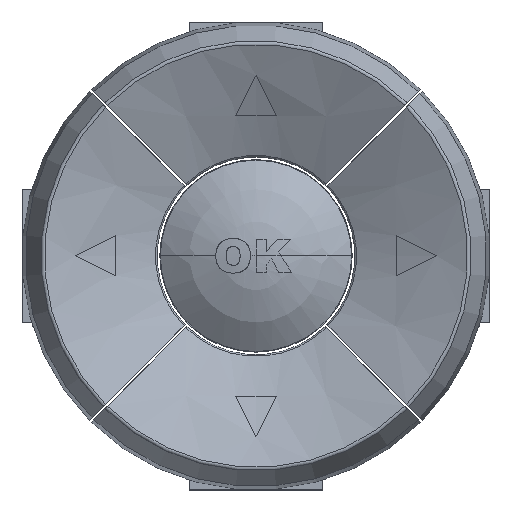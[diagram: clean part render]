
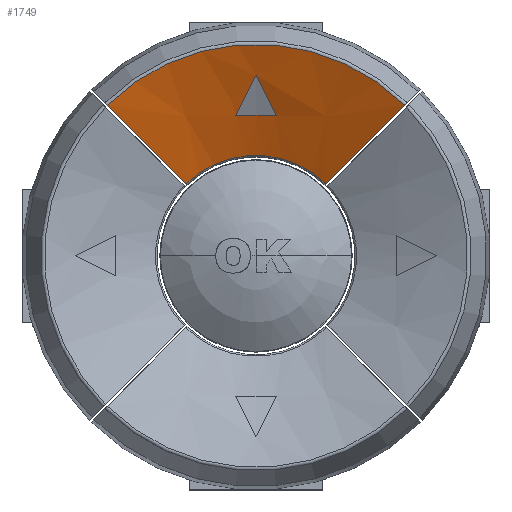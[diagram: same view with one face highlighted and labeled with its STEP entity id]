
A CAD part, top view. The second image highlights one B-rep face of the part: STEP entity #1749.
In plain terms, the highlighted conical face has half-angle 65.056 degrees and reference radius 11.7 mm.
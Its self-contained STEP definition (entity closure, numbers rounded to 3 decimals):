
#1527=CARTESIAN_POINT('',(0.,13.5,11.127));
#1528=VERTEX_POINT('',#1527);
#1529=CARTESIAN_POINT('',(1.5,10.5,9.781));
#1530=VERTEX_POINT('',#1529);
#1531=CARTESIAN_POINT('',(0.,13.5,11.127));
#1532=CARTESIAN_POINT('',(0.84,11.82,10.346));
#1533=CARTESIAN_POINT('',(1.5,10.5,9.781));
#1541=(BOUNDED_CURVE()B_SPLINE_CURVE(2,(#1531,#1532,#1533),.UNSPECIFIED.,.F.,.U.)B_SPLINE_CURVE_WITH_KNOTS((3,3),(0.823,4.445),.UNSPECIFIED.)CURVE()GEOMETRIC_REPRESENTATION_ITEM()RATIONAL_B_SPLINE_CURVE((1.006,1.016,1.006))REPRESENTATION_ITEM(''));
#1542=EDGE_CURVE('',#1528,#1530,#1541,.T.);
#1574=CARTESIAN_POINT('',(-1.5,10.5,9.781));
#1575=VERTEX_POINT('',#1574);
#1576=CARTESIAN_POINT('',(1.5,10.5,9.781));
#1577=CARTESIAN_POINT('',(0.,10.5,9.683));
#1578=CARTESIAN_POINT('',(-1.5,10.5,9.781));
#1586=(BOUNDED_CURVE()B_SPLINE_CURVE(2,(#1576,#1577,#1578),.UNSPECIFIED.,.F.,.U.)B_SPLINE_CURVE_WITH_KNOTS((3,3),(8.078,11.661),.UNSPECIFIED.)CURVE()GEOMETRIC_REPRESENTATION_ITEM()RATIONAL_B_SPLINE_CURVE((1.175,1.187,1.175))REPRESENTATION_ITEM(''));
#1587=EDGE_CURVE('',#1530,#1575,#1586,.T.);
#1612=CARTESIAN_POINT('',(-1.5,10.5,9.781));
#1613=CARTESIAN_POINT('',(-0.84,11.82,10.346));
#1614=CARTESIAN_POINT('',(0.,13.5,11.127));
#1622=(BOUNDED_CURVE()B_SPLINE_CURVE(2,(#1612,#1613,#1614),.UNSPECIFIED.,.F.,.U.)B_SPLINE_CURVE_WITH_KNOTS((3,3),(0.932,4.554),.UNSPECIFIED.)CURVE()GEOMETRIC_REPRESENTATION_ITEM()RATIONAL_B_SPLINE_CURVE((1.006,1.016,1.006))REPRESENTATION_ITEM(''));
#1623=EDGE_CURVE('',#1575,#1528,#1622,.T.);
#1654=CARTESIAN_POINT('',(5.243,5.385,8.344));
#1655=VERTEX_POINT('',#1654);
#1667=CARTESIAN_POINT('',(-5.243,5.385,8.344));
#1668=VERTEX_POINT('',#1667);
#1669=CARTESIAN_POINT('',(0.,0.,8.344));
#1670=DIRECTION('',(0.0,0.0,1.0));
#1671=DIRECTION('',(0.0,1.0,0.0));
#1672=AXIS2_PLACEMENT_3D('',#1669,#1670,#1671);
#1673=CIRCLE('',#1672,7.516);
#1674=EDGE_CURVE('',#1655,#1668,#1673,.T.);
#1699=CARTESIAN_POINT('',(0.0,0.,10.29));
#1700=DIRECTION('',(0.0,0.0,1.0));
#1701=DIRECTION('',(0.0,1.0,0.0));
#1702=AXIS2_PLACEMENT_3D('',#1699,#1700,#1701);
#1703=CONICAL_SURFACE('',#1702,11.7,65.056);
#1704=ORIENTED_EDGE('',*,*,#1674,.F.);
#1705=CARTESIAN_POINT('',(11.115,11.257,12.206));
#1706=VERTEX_POINT('',#1705);
#1707=CARTESIAN_POINT('',(5.243,5.385,8.344));
#1708=CARTESIAN_POINT('',(7.134,7.276,9.588));
#1709=CARTESIAN_POINT('',(11.115,11.257,12.206));
#1717=(BOUNDED_CURVE()B_SPLINE_CURVE(2,(#1707,#1708,#1709),.UNSPECIFIED.,.F.,.U.)B_SPLINE_CURVE_WITH_KNOTS((3,3),(6.878,13.66),.UNSPECIFIED.)CURVE()GEOMETRIC_REPRESENTATION_ITEM()RATIONAL_B_SPLINE_CURVE((1.15,1.15,1.004))REPRESENTATION_ITEM(''));
#1718=EDGE_CURVE('',#1655,#1706,#1717,.T.);
#1719=ORIENTED_EDGE('',*,*,#1718,.T.);
#1720=CARTESIAN_POINT('',(-11.115,11.257,12.206));
#1721=VERTEX_POINT('',#1720);
#1722=CARTESIAN_POINT('',(0.,0.,12.206));
#1723=DIRECTION('',(0.0,0.0,-1.0));
#1724=DIRECTION('',(0.0,1.0,0.0));
#1725=AXIS2_PLACEMENT_3D('',#1722,#1723,#1724);
#1726=CIRCLE('',#1725,15.82);
#1727=EDGE_CURVE('',#1721,#1706,#1726,.T.);
#1728=ORIENTED_EDGE('',*,*,#1727,.F.);
#1729=CARTESIAN_POINT('',(-11.115,11.257,12.206));
#1730=CARTESIAN_POINT('',(-7.134,7.276,9.588));
#1731=CARTESIAN_POINT('',(-5.243,5.385,8.344));
#1739=(BOUNDED_CURVE()B_SPLINE_CURVE(2,(#1729,#1730,#1731),.UNSPECIFIED.,.F.,.U.)B_SPLINE_CURVE_WITH_KNOTS((3,3),(0.094,6.876),.UNSPECIFIED.)CURVE()GEOMETRIC_REPRESENTATION_ITEM()RATIONAL_B_SPLINE_CURVE((1.004,1.15,1.15))REPRESENTATION_ITEM(''));
#1740=EDGE_CURVE('',#1721,#1668,#1739,.T.);
#1741=ORIENTED_EDGE('',*,*,#1740,.T.);
#1742=EDGE_LOOP('',(#1704,#1719,#1728,#1741));
#1743=FACE_OUTER_BOUND('',#1742,.T.);
#1744=ORIENTED_EDGE('',*,*,#1587,.T.);
#1745=ORIENTED_EDGE('',*,*,#1623,.T.);
#1746=ORIENTED_EDGE('',*,*,#1542,.T.);
#1747=EDGE_LOOP('',(#1744,#1745,#1746));
#1748=FACE_BOUND('',#1747,.T.);
#1749=ADVANCED_FACE('',(#1743,#1748),#1703,.F.);
